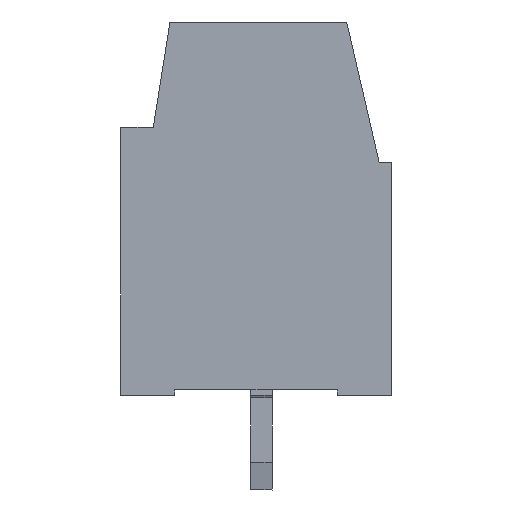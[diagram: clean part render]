
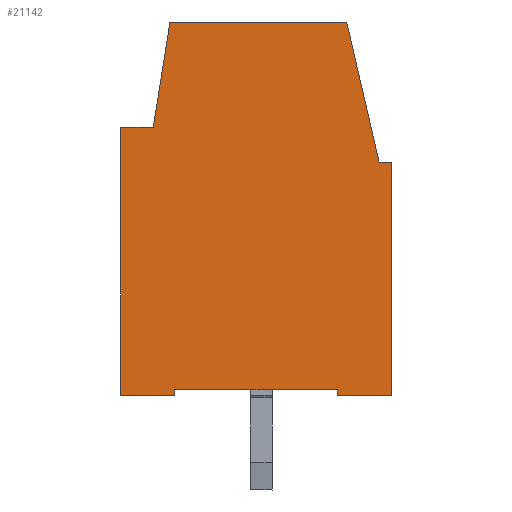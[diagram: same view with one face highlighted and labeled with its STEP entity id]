
A CAD part, left-side view. The second image highlights one B-rep face of the part: STEP entity #21142.
In plain terms, the highlighted planar face has unit normal (-1, 0, 0).
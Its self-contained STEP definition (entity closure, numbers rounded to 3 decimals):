
#21050=AXIS2_PLACEMENT_3D('Plane Axis2P3D',#21047,#21048,#21049) ;
#20658=CARTESIAN_POINT('Vertex',(0.,0.,12.101)) ;
#20661=CARTESIAN_POINT('Line Origine',(0.,0.,7.8)) ;
#20665=CARTESIAN_POINT('Vertex',(0.,0.,3.5)) ;
#21031=CARTESIAN_POINT('Vertex',(0.,0.445,12.1)) ;
#21034=CARTESIAN_POINT('Line Origine',(0.,0.223,12.1)) ;
#21047=CARTESIAN_POINT('Axis2P3D Location',(0.,3.449,14.)) ;
#21052=CARTESIAN_POINT('Line Origine',(0.,1.027,14.623)) ;
#21056=CARTESIAN_POINT('Vertex',(0.,1.609,17.145)) ;
#21059=CARTESIAN_POINT('Line Origine',(0.,1.627,17.223)) ;
#21063=CARTESIAN_POINT('Vertex',(0.,1.645,17.3)) ;
#21066=CARTESIAN_POINT('Line Origine',(0.,4.913,17.3)) ;
#21070=CARTESIAN_POINT('Vertex',(0.,8.181,17.301)) ;
#21073=CARTESIAN_POINT('Line Origine',(0.,8.49,15.351)) ;
#21077=CARTESIAN_POINT('Vertex',(0.,8.799,13.401)) ;
#21080=CARTESIAN_POINT('Line Origine',(0.,9.399,13.401)) ;
#21084=CARTESIAN_POINT('Vertex',(0.,9.999,13.401)) ;
#21087=CARTESIAN_POINT('Line Origine',(0.,10.,8.451)) ;
#21091=CARTESIAN_POINT('Vertex',(0.,10.,3.501)) ;
#21094=CARTESIAN_POINT('Line Origine',(0.,9.,3.501)) ;
#21098=CARTESIAN_POINT('Vertex',(0.,8.,3.501)) ;
#21101=CARTESIAN_POINT('Line Origine',(0.,8.,3.601)) ;
#21105=CARTESIAN_POINT('Vertex',(0.,8.,3.701)) ;
#21108=CARTESIAN_POINT('Line Origine',(0.,5.,3.7)) ;
#21112=CARTESIAN_POINT('Vertex',(0.,2.,3.7)) ;
#21115=CARTESIAN_POINT('Line Origine',(0.,2.,3.6)) ;
#21119=CARTESIAN_POINT('Vertex',(0.,2.,3.5)) ;
#21122=CARTESIAN_POINT('Line Origine',(0.,1.,3.5)) ;
#20662=DIRECTION('Vector Direction',(0.,0.,1.)) ;
#21035=DIRECTION('Vector Direction',(0.,-1.,0.001)) ;
#21048=DIRECTION('Axis2P3D Direction',(1.,0.,0.)) ;
#21049=DIRECTION('Axis2P3D XDirection',(0.,1.,0.)) ;
#21053=DIRECTION('Vector Direction',(0.,0.225,0.974)) ;
#21060=DIRECTION('Vector Direction',(0.,0.225,0.974)) ;
#21067=DIRECTION('Vector Direction',(0.,-1.,0.)) ;
#21074=DIRECTION('Vector Direction',(0.,0.157,-0.988)) ;
#21081=DIRECTION('Vector Direction',(0.,-1.,0.)) ;
#21088=DIRECTION('Vector Direction',(0.,0.,-1.)) ;
#21095=DIRECTION('Vector Direction',(0.,-1.,0.)) ;
#21102=DIRECTION('Vector Direction',(0.,0.,1.)) ;
#21109=DIRECTION('Vector Direction',(0.,-1.,0.)) ;
#21116=DIRECTION('Vector Direction',(0.,0.,-1.)) ;
#21123=DIRECTION('Vector Direction',(0.,-1.,0.)) ;
#20663=VECTOR('Line Direction',#20662,1.) ;
#21036=VECTOR('Line Direction',#21035,1.) ;
#21054=VECTOR('Line Direction',#21053,1.) ;
#21061=VECTOR('Line Direction',#21060,1.) ;
#21068=VECTOR('Line Direction',#21067,1.) ;
#21075=VECTOR('Line Direction',#21074,1.) ;
#21082=VECTOR('Line Direction',#21081,1.) ;
#21089=VECTOR('Line Direction',#21088,1.) ;
#21096=VECTOR('Line Direction',#21095,1.) ;
#21103=VECTOR('Line Direction',#21102,1.) ;
#21110=VECTOR('Line Direction',#21109,1.) ;
#21117=VECTOR('Line Direction',#21116,1.) ;
#21124=VECTOR('Line Direction',#21123,1.) ;
#21128=ORIENTED_EDGE('',*,*,#20667,.T.) ;
#21129=ORIENTED_EDGE('',*,*,#21038,.F.) ;
#21130=ORIENTED_EDGE('',*,*,#21058,.T.) ;
#21131=ORIENTED_EDGE('',*,*,#21065,.T.) ;
#21132=ORIENTED_EDGE('',*,*,#21072,.F.) ;
#21133=ORIENTED_EDGE('',*,*,#21079,.T.) ;
#21134=ORIENTED_EDGE('',*,*,#21086,.F.) ;
#21135=ORIENTED_EDGE('',*,*,#21093,.T.) ;
#21136=ORIENTED_EDGE('',*,*,#21100,.T.) ;
#21137=ORIENTED_EDGE('',*,*,#21107,.T.) ;
#21138=ORIENTED_EDGE('',*,*,#21114,.T.) ;
#21139=ORIENTED_EDGE('',*,*,#21121,.T.) ;
#21140=ORIENTED_EDGE('',*,*,#21126,.T.) ;
#21142=ADVANCED_FACE('COVER',(#21141),#21051,.F.) ;
#20667=EDGE_CURVE('',#20666,#20659,#20664,.T.) ;
#21038=EDGE_CURVE('',#21032,#20659,#21037,.T.) ;
#21058=EDGE_CURVE('',#21032,#21057,#21055,.T.) ;
#21065=EDGE_CURVE('',#21057,#21064,#21062,.T.) ;
#21072=EDGE_CURVE('',#21071,#21064,#21069,.T.) ;
#21079=EDGE_CURVE('',#21071,#21078,#21076,.T.) ;
#21086=EDGE_CURVE('',#21085,#21078,#21083,.T.) ;
#21093=EDGE_CURVE('',#21085,#21092,#21090,.T.) ;
#21100=EDGE_CURVE('',#21092,#21099,#21097,.T.) ;
#21107=EDGE_CURVE('',#21099,#21106,#21104,.T.) ;
#21114=EDGE_CURVE('',#21106,#21113,#21111,.T.) ;
#21121=EDGE_CURVE('',#21113,#21120,#21118,.T.) ;
#21126=EDGE_CURVE('',#21120,#20666,#21125,.T.) ;
#21127=EDGE_LOOP('',(#21128,#21129,#21130,#21131,#21132,#21133,#21134,#21135,#21136,#21137,#21138,#21139,#21140)) ;
#21141=FACE_OUTER_BOUND('',#21127,.T.) ;
#20664=LINE('Line',#20661,#20663) ;
#21037=LINE('Line',#21034,#21036) ;
#21055=LINE('Line',#21052,#21054) ;
#21062=LINE('Line',#21059,#21061) ;
#21069=LINE('Line',#21066,#21068) ;
#21076=LINE('Line',#21073,#21075) ;
#21083=LINE('Line',#21080,#21082) ;
#21090=LINE('Line',#21087,#21089) ;
#21097=LINE('Line',#21094,#21096) ;
#21104=LINE('Line',#21101,#21103) ;
#21111=LINE('Line',#21108,#21110) ;
#21118=LINE('Line',#21115,#21117) ;
#21125=LINE('Line',#21122,#21124) ;
#21051=PLANE('',#21050) ;
#20659=VERTEX_POINT('',#20658) ;
#20666=VERTEX_POINT('',#20665) ;
#21032=VERTEX_POINT('',#21031) ;
#21057=VERTEX_POINT('',#21056) ;
#21064=VERTEX_POINT('',#21063) ;
#21071=VERTEX_POINT('',#21070) ;
#21078=VERTEX_POINT('',#21077) ;
#21085=VERTEX_POINT('',#21084) ;
#21092=VERTEX_POINT('',#21091) ;
#21099=VERTEX_POINT('',#21098) ;
#21106=VERTEX_POINT('',#21105) ;
#21113=VERTEX_POINT('',#21112) ;
#21120=VERTEX_POINT('',#21119) ;
